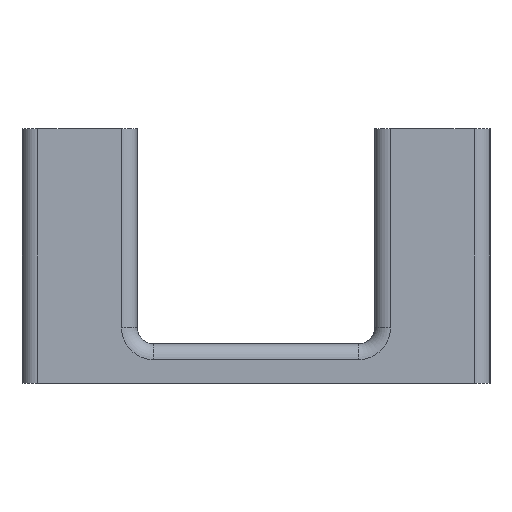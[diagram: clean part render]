
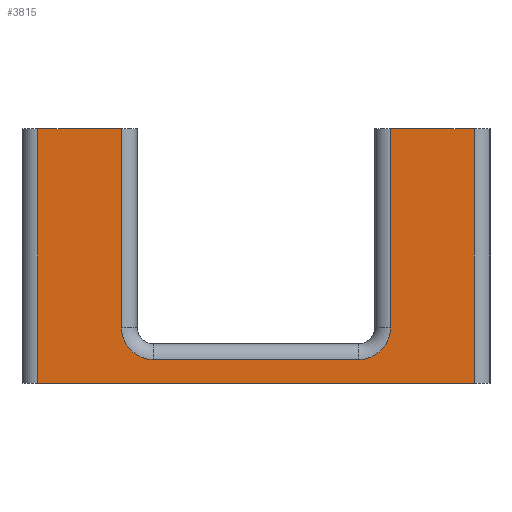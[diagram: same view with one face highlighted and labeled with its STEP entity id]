
A CAD part, left-side view. The second image highlights one B-rep face of the part: STEP entity #3815.
In plain terms, the highlighted planar face has unit normal (-1, 0, 0).
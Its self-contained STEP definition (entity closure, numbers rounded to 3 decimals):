
#51=PLANE('',#4103);
#186=LINE('',#5905,#556);
#197=LINE('',#5966,#567);
#199=LINE('',#5969,#569);
#221=LINE('',#6015,#591);
#222=LINE('',#6021,#592);
#223=LINE('',#6023,#593);
#224=LINE('',#6025,#594);
#225=LINE('',#6026,#595);
#556=VECTOR('',#4557,10.);
#567=VECTOR('',#4628,10.);
#569=VECTOR('',#4632,10.);
#591=VECTOR('',#4672,10.);
#592=VECTOR('',#4679,10.);
#593=VECTOR('',#4680,10.);
#594=VECTOR('',#4681,10.);
#595=VECTOR('',#4682,10.);
#1037=FACE_OUTER_BOUND('',#1258,.T.);
#1258=EDGE_LOOP('',(#2822,#2823,#2824,#2825,#2826,#2827,#2828,#2829,#2830,
#2831));
#1500=CIRCLE('',#4055,4.);
#1513=CIRCLE('',#4072,4.);
#1713=VERTEX_POINT('',#5892);
#1714=VERTEX_POINT('',#5893);
#1717=VERTEX_POINT('',#5901);
#1724=VERTEX_POINT('',#5921);
#1726=VERTEX_POINT('',#5925);
#1738=VERTEX_POINT('',#5964);
#1753=VERTEX_POINT('',#6014);
#1755=VERTEX_POINT('',#6020);
#1756=VERTEX_POINT('',#6022);
#1757=VERTEX_POINT('',#6024);
#2104=EDGE_CURVE('',#1713,#1714,#1500,.T.);
#2110=EDGE_CURVE('',#1714,#1717,#186,.T.);
#2121=EDGE_CURVE('',#1726,#1724,#1513,.T.);
#2141=EDGE_CURVE('',#1738,#1726,#197,.T.);
#2143=EDGE_CURVE('',#1724,#1713,#199,.T.);
#2166=EDGE_CURVE('',#1717,#1753,#221,.T.);
#2169=EDGE_CURVE('',#1738,#1755,#222,.T.);
#2170=EDGE_CURVE('',#1756,#1755,#223,.T.);
#2171=EDGE_CURVE('',#1757,#1756,#224,.T.);
#2172=EDGE_CURVE('',#1753,#1757,#225,.T.);
#2822=ORIENTED_EDGE('',*,*,#2110,.F.);
#2823=ORIENTED_EDGE('',*,*,#2104,.F.);
#2824=ORIENTED_EDGE('',*,*,#2143,.F.);
#2825=ORIENTED_EDGE('',*,*,#2121,.F.);
#2826=ORIENTED_EDGE('',*,*,#2141,.F.);
#2827=ORIENTED_EDGE('',*,*,#2169,.T.);
#2828=ORIENTED_EDGE('',*,*,#2170,.F.);
#2829=ORIENTED_EDGE('',*,*,#2171,.F.);
#2830=ORIENTED_EDGE('',*,*,#2172,.F.);
#2831=ORIENTED_EDGE('',*,*,#2166,.F.);
#3815=ADVANCED_FACE('',(#1037),#51,.T.);
#4055=AXIS2_PLACEMENT_3D('',#5894,#4544,#4545);
#4072=AXIS2_PLACEMENT_3D('',#5927,#4582,#4583);
#4103=AXIS2_PLACEMENT_3D('',#6019,#4677,#4678);
#4544=DIRECTION('center_axis',(-1.,0.,0.));
#4545=DIRECTION('ref_axis',(0.,-0.707,-0.707));
#4557=DIRECTION('',(0.,0.,1.));
#4582=DIRECTION('center_axis',(-1.,0.,0.));
#4583=DIRECTION('ref_axis',(0.,0.707,-0.707));
#4628=DIRECTION('',(0.,0.,-1.));
#4632=DIRECTION('',(0.,-1.,0.));
#4672=DIRECTION('',(0.,-1.,0.));
#4677=DIRECTION('center_axis',(-1.,0.,0.));
#4678=DIRECTION('ref_axis',(0.,-1.,0.));
#4679=DIRECTION('',(0.,1.,0.));
#4680=DIRECTION('',(0.,0.,1.));
#4681=DIRECTION('',(0.,1.,0.));
#4682=DIRECTION('',(0.,0.,-1.));
#5892=CARTESIAN_POINT('',(-69.7,-13.,-29.2));
#5893=CARTESIAN_POINT('',(-69.7,-17.,-25.2));
#5894=CARTESIAN_POINT('Origin',(-69.7,-13.,-25.2));
#5901=CARTESIAN_POINT('',(-69.7,-17.,0.));
#5905=CARTESIAN_POINT('',(-69.7,-17.,-32.2));
#5921=CARTESIAN_POINT('',(-69.7,13.,-29.2));
#5925=CARTESIAN_POINT('',(-69.7,17.,-25.2));
#5927=CARTESIAN_POINT('Origin',(-69.7,13.,-25.2));
#5964=CARTESIAN_POINT('',(-69.7,17.,0.));
#5966=CARTESIAN_POINT('',(-69.7,17.,-32.2));
#5969=CARTESIAN_POINT('',(-69.7,-11.125,-29.2));
#6014=CARTESIAN_POINT('',(-69.7,-27.6,0.));
#6015=CARTESIAN_POINT('',(-69.7,-15.,0.));
#6019=CARTESIAN_POINT('Origin',(-69.7,-15.,-32.2));
#6020=CARTESIAN_POINT('',(-69.7,27.6,0.));
#6021=CARTESIAN_POINT('',(-69.7,15.,0.));
#6022=CARTESIAN_POINT('',(-69.7,27.6,-32.2));
#6023=CARTESIAN_POINT('',(-69.7,27.6,-32.2));
#6024=CARTESIAN_POINT('',(-69.7,-27.6,-32.2));
#6025=CARTESIAN_POINT('',(-69.7,15.,-32.2));
#6026=CARTESIAN_POINT('',(-69.7,-27.6,-32.2));
